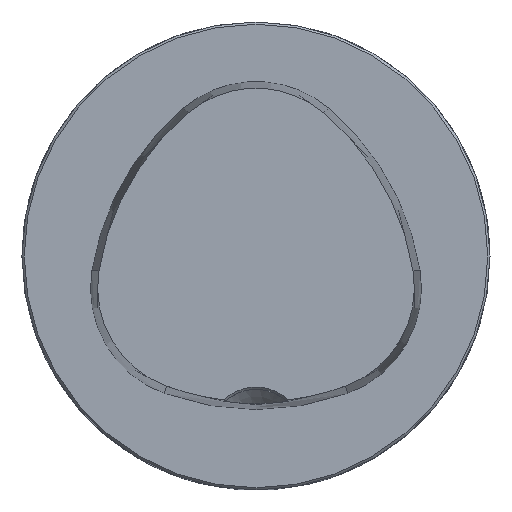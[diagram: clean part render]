
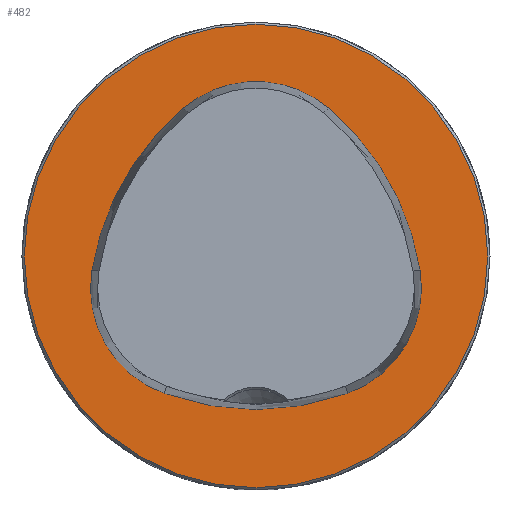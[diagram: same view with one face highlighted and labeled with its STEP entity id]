
A CAD part, top view. The second image highlights one B-rep face of the part: STEP entity #482.
In plain terms, the highlighted planar face has unit normal (0, 0, 1).
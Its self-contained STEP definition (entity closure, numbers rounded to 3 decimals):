
#482=ADVANCED_FACE('CU_E_LO_SU_1',(#701,#702),#619,.T.);
#619=PLANE('',#2029);
#701=FACE_BOUND('',#778,.T.);
#702=FACE_BOUND('',#779,.T.);
#778=EDGE_LOOP('',(#1001));
#779=EDGE_LOOP('',(#1002,#1003,#1004,#1005,#1006,#1007));
#1001=ORIENTED_EDGE('',*,*,#1669,.T.);
#1002=ORIENTED_EDGE('',*,*,#1670,.F.);
#1003=ORIENTED_EDGE('',*,*,#1671,.F.);
#1004=ORIENTED_EDGE('',*,*,#1672,.F.);
#1005=ORIENTED_EDGE('',*,*,#1673,.F.);
#1006=ORIENTED_EDGE('',*,*,#1667,.F.);
#1007=ORIENTED_EDGE('',*,*,#1674,.F.);
#1506=VERTEX_POINT('',#3249);
#1507=VERTEX_POINT('',#3251);
#1508=VERTEX_POINT('',#3255);
#1509=VERTEX_POINT('',#3257);
#1510=VERTEX_POINT('',#3258);
#1511=VERTEX_POINT('',#3260);
#1512=VERTEX_POINT('',#3262);
#1667=EDGE_CURVE('',#1506,#1507,#1882,.T.);
#1669=EDGE_CURVE('',#1508,#1508,#1883,.T.);
#1670=EDGE_CURVE('',#1509,#1510,#1884,.T.);
#1671=EDGE_CURVE('',#1511,#1509,#1885,.T.);
#1672=EDGE_CURVE('',#1512,#1511,#1886,.T.);
#1673=EDGE_CURVE('',#1507,#1512,#1887,.T.);
#1674=EDGE_CURVE('',#1510,#1506,#1888,.T.);
#1882=CIRCLE('',#2021,36.075);
#1883=CIRCLE('',#2023,31.2);
#1884=CIRCLE('',#2024,36.075);
#1885=CIRCLE('',#2025,15.075);
#1886=CIRCLE('',#2026,36.075);
#1887=CIRCLE('',#2027,15.075);
#1888=CIRCLE('',#2028,15.075);
#2021=AXIS2_PLACEMENT_3D('',#3250,#2308,#2309);
#2023=AXIS2_PLACEMENT_3D('',#3254,#2313,#2314);
#2024=AXIS2_PLACEMENT_3D('',#3256,#2315,#2316);
#2025=AXIS2_PLACEMENT_3D('',#3259,#2317,#2318);
#2026=AXIS2_PLACEMENT_3D('',#3261,#2319,#2320);
#2027=AXIS2_PLACEMENT_3D('',#3263,#2321,#2322);
#2028=AXIS2_PLACEMENT_3D('',#3264,#2323,#2324);
#2029=AXIS2_PLACEMENT_3D('',#3265,#2325,#2326);
#2308=DIRECTION('',(0.,0.,1.));
#2309=DIRECTION('',(1.,0.,0.));
#2313=DIRECTION('',(0.,0.,1.));
#2314=DIRECTION('',(1.,0.,0.));
#2315=DIRECTION('',(0.,0.,1.));
#2316=DIRECTION('',(1.,0.,0.));
#2317=DIRECTION('',(0.,0.,1.));
#2318=DIRECTION('',(1.,0.,0.));
#2319=DIRECTION('',(0.,0.,1.));
#2320=DIRECTION('',(1.,0.,0.));
#2321=DIRECTION('',(0.,0.,1.));
#2322=DIRECTION('',(1.,0.,0.));
#2323=DIRECTION('',(0.,0.,1.));
#2324=DIRECTION('',(1.,0.,0.));
#2325=DIRECTION('',(0.,0.,1.));
#2326=DIRECTION('',(1.,0.,0.));
#3249=CARTESIAN_POINT('',(-12.368,-18.489,0.));
#3250=CARTESIAN_POINT('',(0.,15.4,0.));
#3251=CARTESIAN_POINT('',(12.368,-18.489,0.));
#3254=CARTESIAN_POINT('',(0.,0.,0.));
#3255=CARTESIAN_POINT('',(31.2,0.,0.));
#3256=CARTESIAN_POINT('',(13.535,-7.656,0.));
#3257=CARTESIAN_POINT('',(-9.716,19.927,0.));
#3258=CARTESIAN_POINT('',(-22.084,-1.937,0.));
#3259=CARTESIAN_POINT('',(0.,8.4,0.));
#3260=CARTESIAN_POINT('',(9.716,19.927,0.));
#3261=CARTESIAN_POINT('',(-13.535,-7.656,0.));
#3262=CARTESIAN_POINT('',(22.084,-1.937,0.));
#3263=CARTESIAN_POINT('',(7.2,-4.327,0.));
#3264=CARTESIAN_POINT('',(-7.2,-4.327,0.));
#3265=CARTESIAN_POINT('',(0.,0.,0.));
